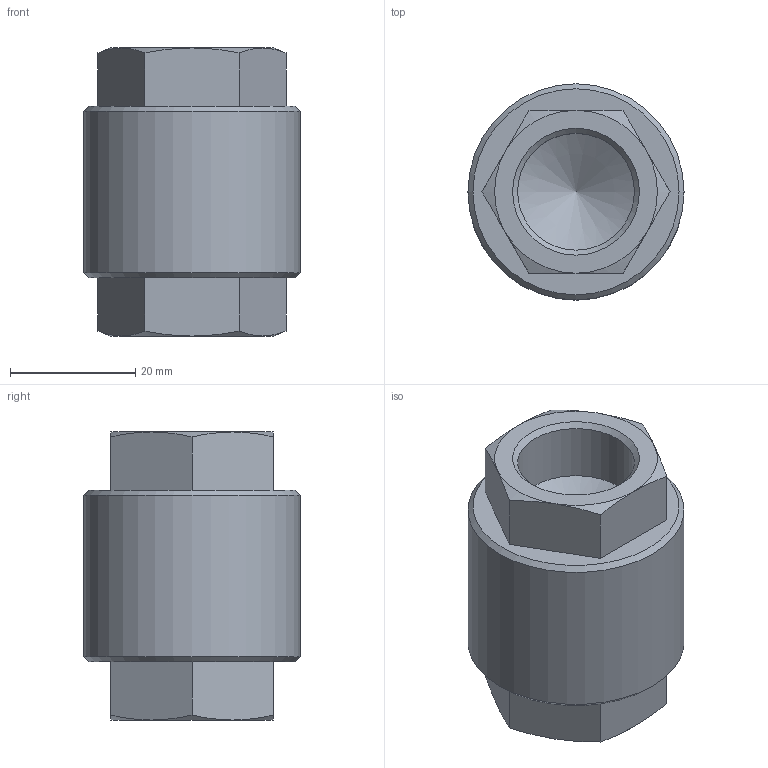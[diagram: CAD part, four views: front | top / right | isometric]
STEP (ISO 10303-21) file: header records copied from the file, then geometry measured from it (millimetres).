
FILE_DESCRIPTION(/* description */ (''),/* implementation_level */ '2;1');
FILE_NAME(/* name */ 'econyork1-2.stp',/* time_stamp */ '2021-05-18T15:39:11+02:00',/* author */ ('enginyeria'),/* organization */ (''),/* preprocessor_version */ 'ST-DEVELOPER v17.2',/* originating_system */ 'Autodesk Inventor 2019',/* authorisation */ '');
FILE_SCHEMA (('CONFIG_CONTROL_DESIGN'));
Length unit declared in the file: millimetre
Products named in the file (1): 3D_econyork1-2
Bounding box: 34.5 x 34.5 x 46 mm (x, y, z)
Volume: 29900.3 mm3; surface area: 7578.5 mm2
Topology: 1 solids, 1 shells, 37 faces, 85 edges, 52 vertices
Faces by surface type: cone 18, plane 16, cylinder 3
Full cylindrical faces by diameter (mm): 18.631 x2, 34.5 x1
Entity records: 1040 total; most frequent: CARTESIAN_POINT 221, ORIENTED_EDGE 166, DIRECTION 161, EDGE_CURVE 83, AXIS2_PLACEMENT_3D 64, VERTEX_POINT 52, EDGE_LOOP 41, FACE_OUTER_BOUND 37
